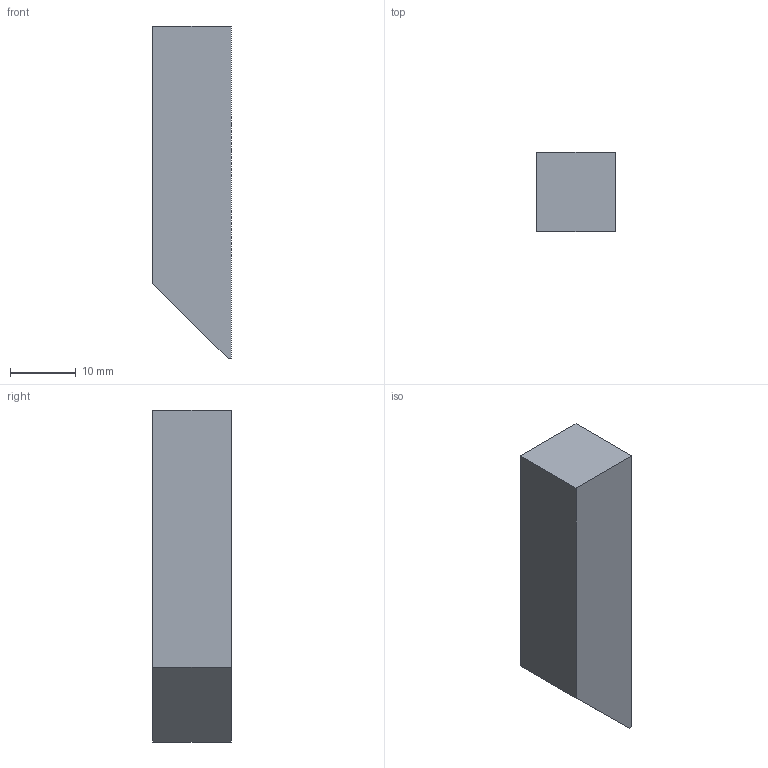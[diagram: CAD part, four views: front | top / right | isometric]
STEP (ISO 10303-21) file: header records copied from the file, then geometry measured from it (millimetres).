
FILE_DESCRIPTION(/* description */ ('3-D model version:1'),/* implementation_level */ '2;1');
FILE_NAME(/* name */ 'QS-1212HP-M',/* time_stamp */ '2015-12-10T14:45:59+01:00',/* author */ ('InteractiveCad'),/* organization */ ('AB Sandvik Coromant'),/* preprocessor_version */ 'ST-DEVELOPER v15',/* originating_system */ 'SIEMENS PLM Software NX 8.5',/* authorisation */ '');
FILE_SCHEMA (('AP203_CONFIGURATION_CONTROLLED_3D_DESIGN_OF_MECHANICAL_PARTS_AND_ASSEMBLIES_MIM_LF { 1 0 10303 403 2 1 2}'));
Length unit declared in the file: millimetre
Products named in the file (1): QS_1212HP_M_SIM
Bounding box: 11.97 x 11.97 x 50.5 mm (x, y, z)
Volume: 6460.8 mm3; surface area: 2495.2 mm2
Topology: 1 solids, 1 shells, 7 faces, 15 edges, 10 vertices
Faces by surface type: plane 7
Entity records: 283 total; most frequent: CARTESIAN_POINT 33, DIRECTION 31, ORIENTED_EDGE 30, EDGE_CURVE 15, LINE 15, VECTOR 15, VERTEX_POINT 10, AXIS2_PLACEMENT_3D 8
